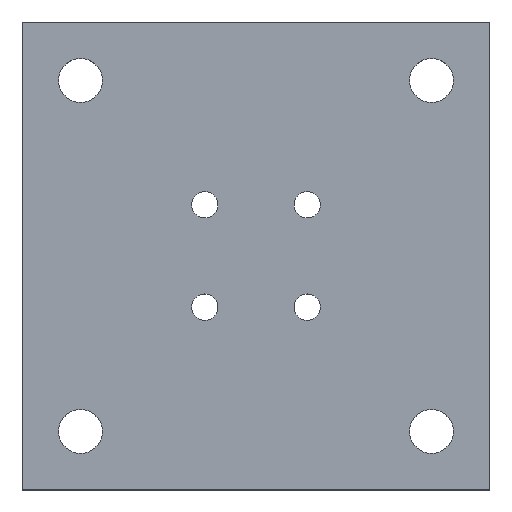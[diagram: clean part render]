
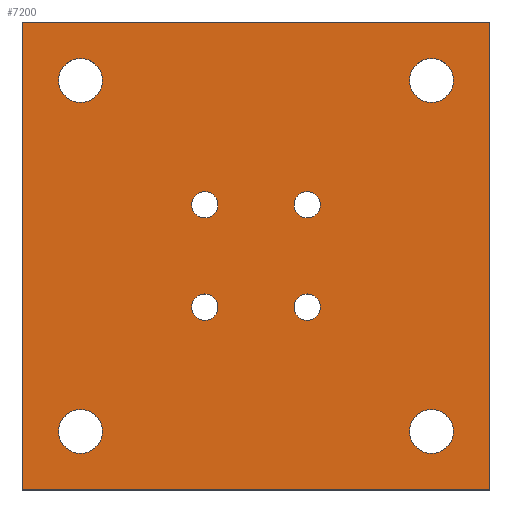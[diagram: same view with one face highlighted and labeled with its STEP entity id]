
A CAD part, top view. The second image highlights one B-rep face of the part: STEP entity #7200.
In plain terms, the highlighted planar face has unit normal (0, 0, 1).
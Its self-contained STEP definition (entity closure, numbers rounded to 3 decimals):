
#540=CARTESIAN_POINT('',(-62.5,-62.5,15.));
#550=VERTEX_POINT('',#540);
#700=CARTESIAN_POINT('',(-62.5,97.5,15.));
#710=VERTEX_POINT('',#700);
#740=CARTESIAN_POINT('',(-62.5,0.,15.));
#750=DIRECTION('',(0.,1.,0.));
#760=VECTOR('',#750,1.);
#770=LINE('',#740,#760);
#780=EDGE_CURVE('',#550,#710,#770,.T.);
#940=CARTESIAN_POINT('',(39.5,35.,15.));
#950=VERTEX_POINT('',#940);
#980=CARTESIAN_POINT('',(35.,35.,15.));
#990=DIRECTION('',(0.,0.,1.));
#1000=DIRECTION('',(1.,0.,0.));
#1010=AXIS2_PLACEMENT_3D('',#980,#990,#1000);
#1020=CIRCLE('',#1010,4.5);
#1030=CARTESIAN_POINT('',(30.5,35.,15.));
#1040=VERTEX_POINT('',#1030);
#1050=EDGE_CURVE('',#1040,#950,#1020,.T.);
#1850=CARTESIAN_POINT('',(97.5,97.5,15.));
#1860=VERTEX_POINT('',#1850);
#1890=CARTESIAN_POINT('',(0.,97.5,15.));
#1900=DIRECTION('',(-1.,0.,0.));
#1910=VECTOR('',#1900,1.);
#1920=LINE('',#1890,#1910);
#1930=EDGE_CURVE('',#1860,#710,#1920,.T.);
#2090=CARTESIAN_POINT('',(39.5,0.,15.));
#2100=VERTEX_POINT('',#2090);
#2130=CARTESIAN_POINT('',(35.,0.,15.));
#2140=DIRECTION('',(0.,0.,1.));
#2150=DIRECTION('',(1.,0.,0.));
#2160=AXIS2_PLACEMENT_3D('',#2130,#2140,#2150);
#2170=CIRCLE('',#2160,4.5);
#2180=CARTESIAN_POINT('',(30.5,0.,15.));
#2190=VERTEX_POINT('',#2180);
#2200=EDGE_CURVE('',#2190,#2100,#2170,.T.);
#2910=CARTESIAN_POINT('',(97.5,-62.5,15.));
#2920=VERTEX_POINT('',#2910);
#3040=CARTESIAN_POINT('',(0.,-62.5,15.));
#3050=DIRECTION('',(-1.,0.,0.));
#3060=VECTOR('',#3050,1.);
#3070=LINE('',#3040,#3060);
#3080=EDGE_CURVE('',#2920,#550,#3070,.T.);
#3240=CARTESIAN_POINT('',(4.5,35.,15.));
#3250=VERTEX_POINT('',#3240);
#3280=CARTESIAN_POINT('',(0.,35.,15.));
#3290=DIRECTION('',(0.,0.,1.));
#3300=DIRECTION('',(1.,0.,0.));
#3310=AXIS2_PLACEMENT_3D('',#3280,#3290,#3300);
#3320=CIRCLE('',#3310,4.5);
#3330=CARTESIAN_POINT('',(-4.5,35.,15.));
#3340=VERTEX_POINT('',#3330);
#3350=EDGE_CURVE('',#3340,#3250,#3320,.T.);
#5050=CARTESIAN_POINT('',(4.5,0.,15.));
#5060=VERTEX_POINT('',#5050);
#5090=CARTESIAN_POINT('',(0.,0.,15.)
);
#5100=DIRECTION('',(0.,0.,1.));
#5110=DIRECTION('',(1.,0.,0.));
#5120=AXIS2_PLACEMENT_3D('',#5090,#5100,#5110);
#5130=CIRCLE('',#5120,4.5);
#5140=CARTESIAN_POINT('',(-4.5,0.,15.));
#5150=VERTEX_POINT('',#5140);
#5160=EDGE_CURVE('',#5150,#5060,#5130,.T.);
#5450=CARTESIAN_POINT('',(70.,77.5,15.));
#5460=VERTEX_POINT('',#5450);
#5490=CARTESIAN_POINT('',(77.5,77.5,15.));
#5500=DIRECTION('',(0.,0.,-1.));
#5510=DIRECTION('',(1.,0.,0.));
#5520=AXIS2_PLACEMENT_3D('',#5490,#5500,#5510);
#5530=CIRCLE('',#5520,7.5);
#5540=CARTESIAN_POINT('',(85.,77.5,15.));
#5550=VERTEX_POINT('',#5540);
#5560=EDGE_CURVE('',#5460,#5550,#5530,.T.);
#5770=CARTESIAN_POINT('',(70.,-42.5,15.));
#5780=VERTEX_POINT('',#5770);
#5810=CARTESIAN_POINT('',(77.5,-42.5,15.));
#5820=DIRECTION('',(0.,0.,-1.));
#5830=DIRECTION('',(1.,0.,0.));
#5840=AXIS2_PLACEMENT_3D('',#5810,#5820,#5830);
#5850=CIRCLE('',#5840,7.5);
#5860=CARTESIAN_POINT('',(85.,-42.5,15.));
#5870=VERTEX_POINT('',#5860);
#5880=EDGE_CURVE('',#5780,#5870,#5850,.T.);
#6090=CARTESIAN_POINT('',(-50.,77.5,15.));
#6100=VERTEX_POINT('',#6090);
#6130=CARTESIAN_POINT('',(-42.5,77.5,15.));
#6140=DIRECTION('',(0.,0.,-1.));
#6150=DIRECTION('',(1.,0.,0.));
#6160=AXIS2_PLACEMENT_3D('',#6130,#6140,#6150);
#6170=CIRCLE('',#6160,7.5);
#6180=CARTESIAN_POINT('',(-35.,77.5,15.));
#6190=VERTEX_POINT('',#6180);
#6200=EDGE_CURVE('',#6100,#6190,#6170,.T.);
#6410=CARTESIAN_POINT('',(-50.,-42.5,15.));
#6420=VERTEX_POINT('',#6410);
#6450=CARTESIAN_POINT('',(-42.5,-42.5,15.));
#6460=DIRECTION('',(0.,0.,-1.));
#6470=DIRECTION('',(1.,0.,0.));
#6480=AXIS2_PLACEMENT_3D('',#6450,#6460,#6470);
#6490=CIRCLE('',#6480,7.5);
#6500=CARTESIAN_POINT('',(-35.,-42.5,15.));
#6510=VERTEX_POINT('',#6500);
#6520=EDGE_CURVE('',#6420,#6510,#6490,.T.);
#6640=CARTESIAN_POINT('',(-62.,-62.,15.));
#6650=DIRECTION('',(0.,0.,1.));
#6660=DIRECTION('',(1.,0.,0.));
#6670=AXIS2_PLACEMENT_3D('',#6640,#6650,#6660);
#6680=PLANE('',#6670);
#6690=ORIENTED_EDGE('',*,*,#6520,.T.);
#6700=EDGE_CURVE('',#6510,#6420,#6490,.T.);
#6710=ORIENTED_EDGE('',*,*,#6700,.T.);
#6720=EDGE_LOOP('',(#6710,#6690));
#6730=FACE_BOUND('',#6720,.T.);
#6740=EDGE_CURVE('',#2100,#2190,#2170,.T.);
#6750=ORIENTED_EDGE('',*,*,#6740,.F.);
#6760=ORIENTED_EDGE('',*,*,#2200,.F.);
#6770=EDGE_LOOP('',(#6760,#6750));
#6780=FACE_BOUND('',#6770,.T.);
#6790=EDGE_CURVE('',#950,#1040,#1020,.T.);
#6800=ORIENTED_EDGE('',*,*,#6790,.F.);
#6810=ORIENTED_EDGE('',*,*,#1050,.F.);
#6820=EDGE_LOOP('',(#6810,#6800));
#6830=FACE_BOUND('',#6820,.T.);
#6840=ORIENTED_EDGE('',*,*,#5560,.T.);
#6850=EDGE_CURVE('',#5550,#5460,#5530,.T.);
#6860=ORIENTED_EDGE('',*,*,#6850,.T.);
#6870=EDGE_LOOP('',(#6860,#6840));
#6880=FACE_BOUND('',#6870,.T.);
#6890=EDGE_CURVE('',#5870,#5780,#5850,.T.);
#6900=ORIENTED_EDGE('',*,*,#6890,.T.);
#6910=ORIENTED_EDGE('',*,*,#5880,.T.);
#6920=EDGE_LOOP('',(#6910,#6900));
#6930=FACE_BOUND('',#6920,.T.);
#6940=EDGE_CURVE('',#6190,#6100,#6170,.T.);
#6950=ORIENTED_EDGE('',*,*,#6940,.T.);
#6960=ORIENTED_EDGE('',*,*,#6200,.T.);
#6970=EDGE_LOOP('',(#6960,#6950));
#6980=FACE_BOUND('',#6970,.T.);
#6990=EDGE_CURVE('',#3250,#3340,#3320,.T.);
#7000=ORIENTED_EDGE('',*,*,#6990,.F.);
#7010=ORIENTED_EDGE('',*,*,#3350,.F.);
#7020=EDGE_LOOP('',(#7010,#7000));
#7030=FACE_BOUND('',#7020,.T.);
#7040=EDGE_CURVE('',#5060,#5150,#5130,.T.);
#7050=ORIENTED_EDGE('',*,*,#7040,.F.);
#7060=ORIENTED_EDGE('',*,*,#5160,.F.);
#7070=EDGE_LOOP('',(#7060,#7050));
#7080=FACE_BOUND('',#7070,.T.);
#7090=ORIENTED_EDGE('',*,*,#780,.F.);
#7100=ORIENTED_EDGE('',*,*,#1930,.T.);
#7110=CARTESIAN_POINT('',(97.5,0.,15.));
#7120=DIRECTION('',(0.,1.,0.));
#7130=VECTOR('',#7120,1.);
#7140=LINE('',#7110,#7130);
#7150=EDGE_CURVE('',#2920,#1860,#7140,.T.);
#7160=ORIENTED_EDGE('',*,*,#7150,.T.);
#7170=ORIENTED_EDGE('',*,*,#3080,.F.);
#7180=EDGE_LOOP('',(#7170,#7160,#7100,#7090));
#7190=FACE_OUTER_BOUND('',#7180,.T.);
#7200=ADVANCED_FACE('',(#6730,#6780,#6830,#6880,#6930,#6980,#7030,#7080,
#7190),#6680,.T.);
